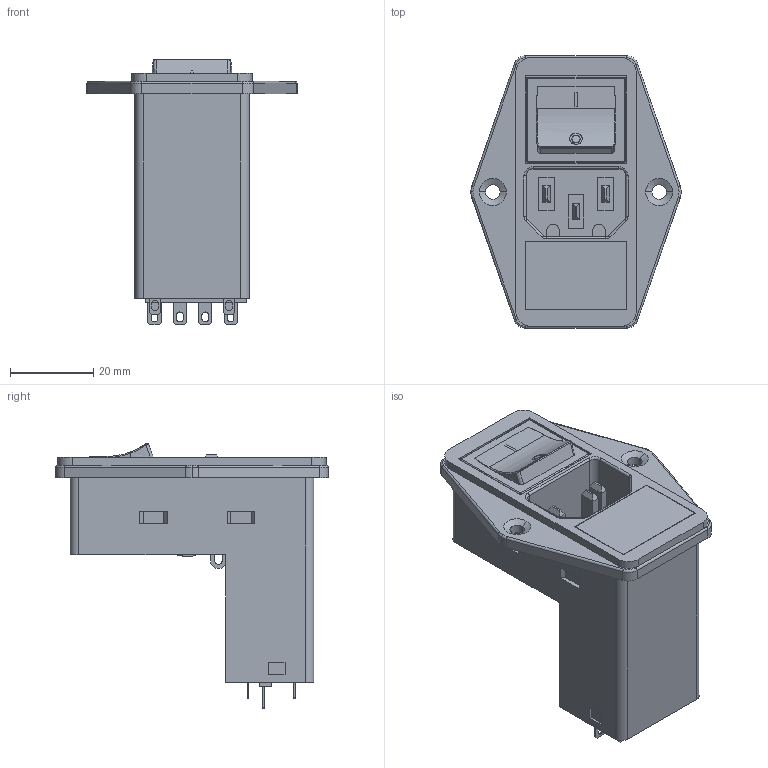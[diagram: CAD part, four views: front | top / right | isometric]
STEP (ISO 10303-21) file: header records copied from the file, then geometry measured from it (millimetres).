
FILE_DESCRIPTION (( 'STEP AP203' ), '1' );
FILE_NAME ('83511410-R1.STEP', '2007-08-20T14:42:25', ( ' ' ), ( ' ' ), 'SwSTEP 2.0', 'SolidWorks 2007', '' );
FILE_SCHEMA (( 'CONFIG_CONTROL_DESIGN' ));
Length unit declared in the file: millimetre
Products named in the file (1): 83511410-R1
Bounding box: 50.5 x 65.5 x 63.85 mm (x, y, z)
Volume: 42589.8 mm3; surface area: 23810.7 mm2
Topology: 1 solids, 1 shells, 705 faces, 1837 edges, 1193 vertices
Faces by surface type: plane 479, cylinder 150, bspline 53, torus 15, cone 4, sphere 4
Entity records: 24157 total; most frequent: CARTESIAN_POINT 6988, ORIENTED_EDGE 3666, DIRECTION 3255, EDGE_CURVE 1833, VECTOR 1423, LINE 1423, VERTEX_POINT 1193, AXIS2_PLACEMENT_3D 916
